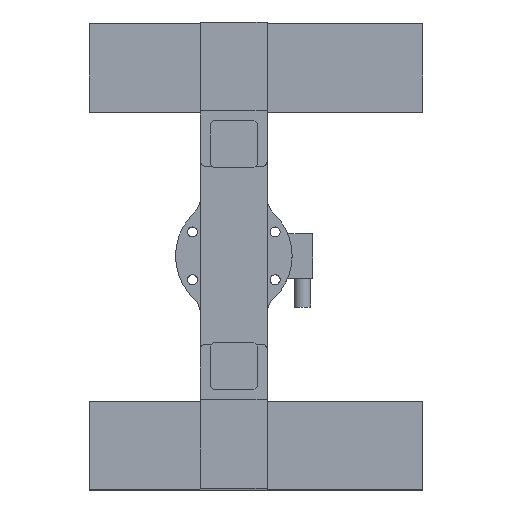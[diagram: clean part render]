
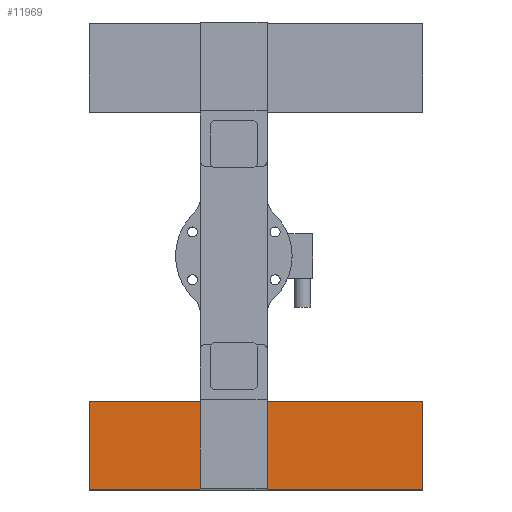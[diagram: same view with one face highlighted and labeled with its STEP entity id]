
A CAD part, top view. The second image highlights one B-rep face of the part: STEP entity #11969.
In plain terms, the highlighted planar face has unit normal (0, 0, 1).
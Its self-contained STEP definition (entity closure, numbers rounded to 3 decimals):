
#1220=PLANE('',#13541);
#1838=FACE_OUTER_BOUND('',#2663,.T.);
#2663=EDGE_LOOP('',(#10986,#10987,#10988,#10989));
#3518=LINE('',#23543,#4387);
#3519=LINE('',#23545,#4388);
#3520=LINE('',#23547,#4389);
#3521=LINE('',#23548,#4390);
#4387=VECTOR('',#16804,1.);
#4388=VECTOR('',#16805,1.);
#4389=VECTOR('',#16806,1.);
#4390=VECTOR('',#16807,1.);
#6135=VERTEX_POINT('',#23541);
#6136=VERTEX_POINT('',#23542);
#6137=VERTEX_POINT('',#23544);
#6138=VERTEX_POINT('',#23546);
#7761=EDGE_CURVE('',#6135,#6136,#3518,.T.);
#7762=EDGE_CURVE('',#6135,#6137,#3519,.F.);
#7763=EDGE_CURVE('',#6137,#6138,#3520,.T.);
#7764=EDGE_CURVE('',#6136,#6138,#3521,.F.);
#10986=ORIENTED_EDGE('',*,*,#7761,.F.);
#10987=ORIENTED_EDGE('',*,*,#7762,.T.);
#10988=ORIENTED_EDGE('',*,*,#7763,.T.);
#10989=ORIENTED_EDGE('',*,*,#7764,.F.);
#11969=ADVANCED_FACE('',(#1838),#1220,.F.);
#13541=AXIS2_PLACEMENT_3D('',#23540,#16802,#16803);
#16802=DIRECTION('center_axis',(0.,0.,-1.));
#16803=DIRECTION('ref_axis',(0.,1.,0.));
#16804=DIRECTION('',(1.,0.,0.));
#16805=DIRECTION('',(0.,1.,0.));
#16806=DIRECTION('',(1.,0.,0.));
#16807=DIRECTION('',(0.,1.,0.));
#23540=CARTESIAN_POINT('Origin',(0.,-40.,30.));
#23541=CARTESIAN_POINT('',(0.,40.,30.));
#23542=CARTESIAN_POINT('',(300.,40.,30.));
#23543=CARTESIAN_POINT('',(150.,40.,30.));
#23544=CARTESIAN_POINT('',(0.,-40.,30.));
#23545=CARTESIAN_POINT('',(0.,0.,30.));
#23546=CARTESIAN_POINT('',(300.,-40.,30.));
#23547=CARTESIAN_POINT('',(150.,-40.,30.));
#23548=CARTESIAN_POINT('',(300.,0.,30.));
